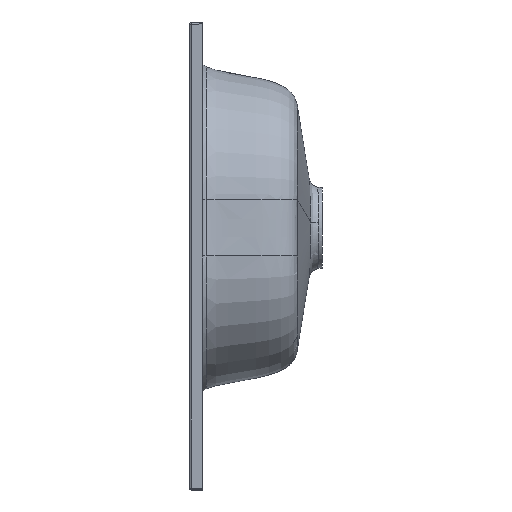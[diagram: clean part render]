
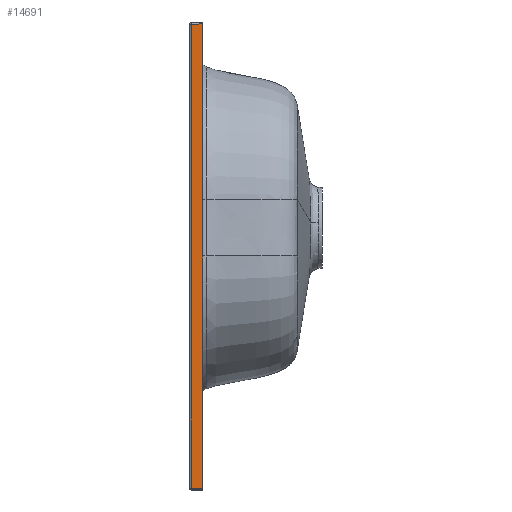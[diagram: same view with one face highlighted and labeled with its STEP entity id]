
A CAD part, left-side view. The second image highlights one B-rep face of the part: STEP entity #14691.
In plain terms, the highlighted planar face has unit normal (-0.999, 0.035, 0).
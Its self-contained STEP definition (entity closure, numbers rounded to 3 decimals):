
#1250 = CARTESIAN_POINT ( 'NONE',  ( -449.51, 0., 249.755 ) ) ;
#1445 = EDGE_CURVE ( 'NONE', #15143, #26630, #16832, .T. ) ;
#2551 = CARTESIAN_POINT ( 'NONE',  ( -449.577, -1.93, -247.755 ) ) ;
#2830 = DIRECTION ( 'NONE',  ( 0., 0., -1. ) ) ;
#3145 = CARTESIAN_POINT ( 'NONE',  ( -449.999, -14., 249.755 ) ) ;
#3701 = VECTOR ( 'NONE', #16971, 1000. ) ;
#4064 = CARTESIAN_POINT ( 'NONE',  ( -449.577, -1.93, 247.824 ) ) ;
#4556 = EDGE_CURVE ( 'NONE', #27158, #25623, #14017, .T. ) ;
#4738 = DIRECTION ( 'NONE',  ( -0.999, 0.035, 0. ) ) ;
#6222 = CARTESIAN_POINT ( 'NONE',  ( -449.51, 0., -247.755 ) ) ;
#7142 = FACE_OUTER_BOUND ( 'NONE', #20997, .T. ) ;
#11399 = VECTOR ( 'NONE', #34584, 1000. ) ;
#12422 = ORIENTED_EDGE ( 'NONE', *, *, #4556, .F. ) ;
#13028 = DIRECTION ( 'NONE',  ( -0.035, -0.999, 0. ) ) ;
#14017 = LINE ( 'NONE', #3145, #3701 ) ;
#14691 = ADVANCED_FACE ( 'NONE', ( #7142 ), #18754, .T. ) ;
#15143 = VERTEX_POINT ( 'NONE', #4064 ) ;
#16832 = LINE ( 'NONE', #34141, #20344 ) ;
#16971 = DIRECTION ( 'NONE',  ( 0., 0., -1. ) ) ;
#17009 = CARTESIAN_POINT ( 'NONE',  ( -449.512, -0.07, 247.759 ) ) ;
#18346 = EDGE_CURVE ( 'NONE', #27158, #15143, #23079, .T. ) ;
#18754 = PLANE ( 'NONE',  #24341 ) ;
#19670 = EDGE_CURVE ( 'NONE', #26630, #25623, #34223, .T. ) ;
#20143 = ORIENTED_EDGE ( 'NONE', *, *, #19670, .T. ) ;
#20344 = VECTOR ( 'NONE', #2830, 1000. ) ;
#20997 = EDGE_LOOP ( 'NONE', ( #12422, #23942, #25162, #20143 ) ) ;
#23079 = LINE ( 'NONE', #17009, #34332 ) ;
#23942 = ORIENTED_EDGE ( 'NONE', *, *, #18346, .T. ) ;
#24341 = AXIS2_PLACEMENT_3D ( 'NONE', #1250, #4738, #13028 ) ;
#25162 = ORIENTED_EDGE ( 'NONE', *, *, #1445, .T. ) ;
#25623 = VERTEX_POINT ( 'NONE', #28851 ) ;
#26630 = VERTEX_POINT ( 'NONE', #2551 ) ;
#27158 = VERTEX_POINT ( 'NONE', #30501 ) ;
#28851 = CARTESIAN_POINT ( 'NONE',  ( -449.999, -14., -247.755 ) ) ;
#30501 = CARTESIAN_POINT ( 'NONE',  ( -449.999, -14., 248.245 ) ) ;
#31373 = DIRECTION ( 'NONE',  ( 0.035, 0.999, -0.035 ) ) ;
#34141 = CARTESIAN_POINT ( 'NONE',  ( -449.577, -1.93, 249.755 ) ) ;
#34223 = LINE ( 'NONE', #6222, #11399 ) ;
#34332 = VECTOR ( 'NONE', #31373, 1000. ) ;
#34584 = DIRECTION ( 'NONE',  ( -0.035, -0.999, 0. ) ) ;
